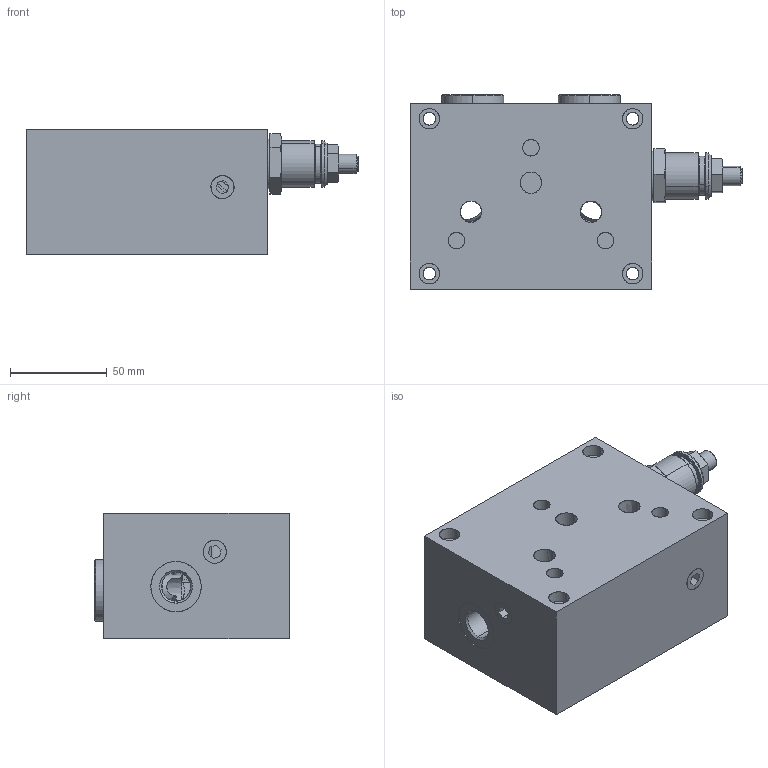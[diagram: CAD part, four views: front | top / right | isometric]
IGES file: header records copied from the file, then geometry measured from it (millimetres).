
Start section: SolidWorks IGES file using analytic representation for surfaces
Global section: file name: BC536C-001.igs; native system: SolidWorks 2014; preprocessor: SolidWorks 2014; author: serviziopdm; date: 160520.103833; units: millimetre
Bounding box: 171.5 x 100.5 x 65 mm (x, y, z)
Surface area: 74169 mm2 (no closed solid volume)
Topology: 0 solids, 0 shells, 193 faces, 3510 edges, 3510 vertices
Faces by surface type: revolution 111, bspline 82
